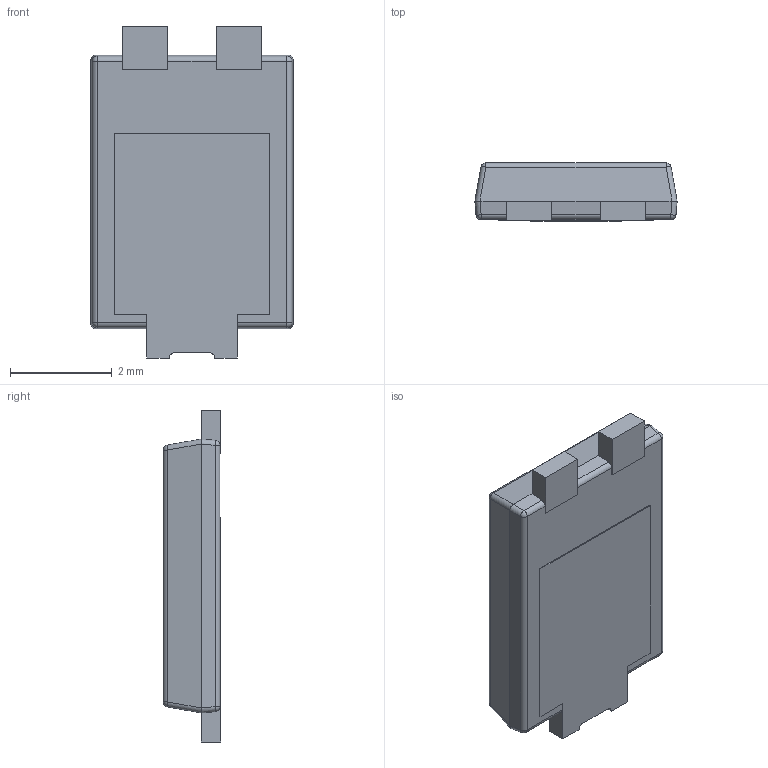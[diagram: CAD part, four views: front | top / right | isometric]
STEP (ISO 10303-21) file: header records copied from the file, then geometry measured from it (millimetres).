
FILE_DESCRIPTION(/* description */ (''),/* implementation_level */ '2;1');
FILE_NAME(/* name */ '',/* time_stamp */ '',/* author */ (''),/* organization */ (''),/* preprocessor_version */ '',/* originating_system */ '',/* authorisation */ '');
FILE_SCHEMA (('AUTOMOTIVE_DESIGN { 1 0 10303 214 3 1 1 }'));
Length unit declared in the file: millimetre
Products named in the file (1): TO-277B
Bounding box: 3.97 x 1.13 x 6.51 mm (x, y, z)
Volume: 23.6 mm3; surface area: 64.7 mm2
Topology: 1 solids, 1 shells, 157 faces, 409 edges, 260 vertices
Faces by surface type: plane 89, bspline 39, cylinder 21, sphere 8
Entity records: 5125 total; most frequent: CARTESIAN_POINT 1312, ORIENTED_EDGE 810, DIRECTION 623, EDGE_CURVE 405, LINE 281, VECTOR 281, VERTEX_POINT 260, AXIS2_PLACEMENT_3D 171
